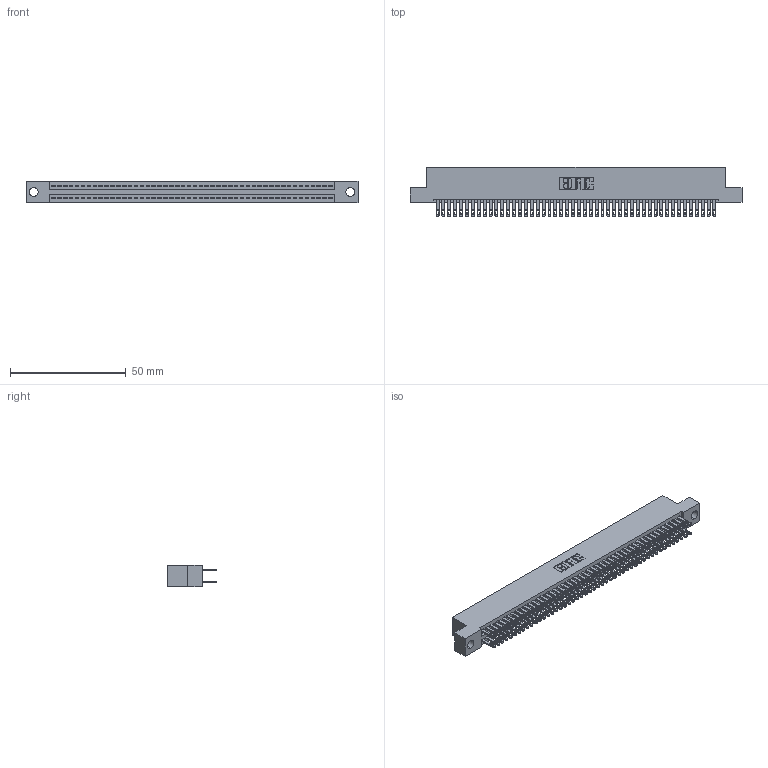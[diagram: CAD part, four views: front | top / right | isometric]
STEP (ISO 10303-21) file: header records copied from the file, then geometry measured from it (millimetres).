
FILE_DESCRIPTION (( 'STEP AP203' ), '1' );
FILE_NAME ('345-096-500-204.STEP', '2021-05-20T16:50:39', ( '' ), ( '' ), 'SwSTEP 2.0', 'SolidWorks 2020', '' );
FILE_SCHEMA (( 'CONFIG_CONTROL_DESIGN' ));
Length unit declared in the file: inch
Products named in the file (3): 345-292-001_345-293-100; 345-096-500-204; 345 Part_Flush Mounting Lugs - 0.156 Dia-TI
Assembly tree (97 placements, depth 2):
  345-096-500-204
    345 Part_Flush Mounting Lugs - 0.156 Dia-TI
    345-292-001_345-293-100  x96
Bounding box: 143.13 x 21.51 x 9.4 mm (x, y, z)
Volume: 14146.8 mm3; surface area: 21858.3 mm2
Topology: 97 solids, 97 shells, 4556 faces, 13913 edges, 9274 vertices
Faces by surface type: plane 2686, cylinder 1870
Entity records: 37203 total; most frequent: CARTESIAN_POINT 6234, ORIENTED_EDGE 6166, DIRECTION 5491, EDGE_CURVE 3083, LINE 2755, VECTOR 2755, VERTEX_POINT 2054, AXIS2_PLACEMENT_3D 1368
